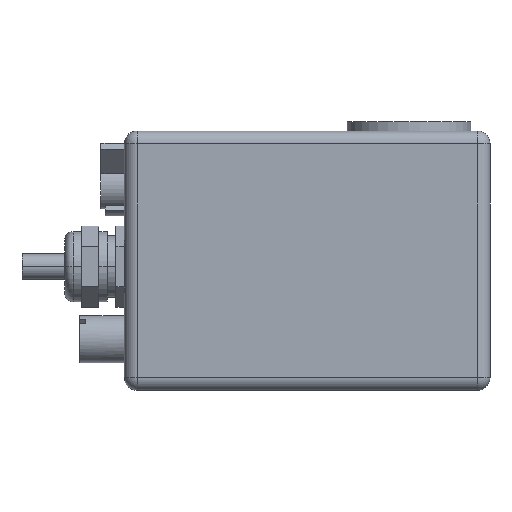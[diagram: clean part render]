
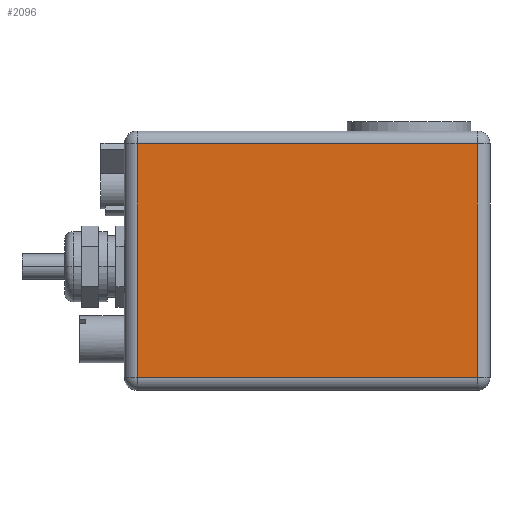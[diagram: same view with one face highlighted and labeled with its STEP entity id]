
A CAD part, front view. The second image highlights one B-rep face of the part: STEP entity #2096.
In plain terms, the highlighted planar face has unit normal (0, -1, 0).
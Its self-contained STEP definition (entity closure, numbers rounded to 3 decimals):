
#47=DIRECTION('',(1.,0.,0.));
#48=VECTOR('',#47,79.7);
#49=CARTESIAN_POINT('',(3.,0.,57.8));
#50=LINE('',#49,#48);
#54=DIRECTION('',(0.,0.,-1.));
#55=VECTOR('',#54,54.8);
#56=CARTESIAN_POINT('',(82.7,0.,57.8));
#57=LINE('',#56,#55);
#61=DIRECTION('',(-1.,0.,0.));
#62=VECTOR('',#61,79.7);
#63=CARTESIAN_POINT('',(82.7,0.,3.));
#64=LINE('',#63,#62);
#68=DIRECTION('',(0.,0.,-1.));
#69=VECTOR('',#68,54.8);
#70=CARTESIAN_POINT('',(3.,0.,57.8));
#71=LINE('',#70,#69);
#1827=CARTESIAN_POINT('',(3.,0.,57.8));
#1828=CARTESIAN_POINT('',(82.7,0.,57.8));
#1829=VERTEX_POINT('',#1827);
#1830=VERTEX_POINT('',#1828);
#1835=CARTESIAN_POINT('',(82.7,0.,3.));
#1836=CARTESIAN_POINT('',(3.,0.,3.));
#1837=VERTEX_POINT('',#1835);
#1838=VERTEX_POINT('',#1836);
#2082=CARTESIAN_POINT('',(0.,0.,0.));
#2083=DIRECTION('',(0.,-1.,0.));
#2084=DIRECTION('',(1.,0.,0.));
#2085=AXIS2_PLACEMENT_3D('',#2082,#2083,#2084);
#2086=PLANE('',#2085);
#2088=ORIENTED_EDGE('',*,*,#2087,.T.);
#2090=ORIENTED_EDGE('',*,*,#2089,.T.);
#2091=ORIENTED_EDGE('',*,*,#2072,.T.);
#2093=ORIENTED_EDGE('',*,*,#2092,.F.);
#2094=EDGE_LOOP('',(#2088,#2090,#2091,#2093));
#2095=FACE_OUTER_BOUND('',#2094,.F.);
#2096=ADVANCED_FACE('',(#2095),#2086,.T.);
#2072=EDGE_CURVE('',#1837,#1838,#64,.T.);
#2087=EDGE_CURVE('',#1829,#1830,#50,.T.);
#2089=EDGE_CURVE('',#1830,#1837,#57,.T.);
#2092=EDGE_CURVE('',#1829,#1838,#71,.T.);
